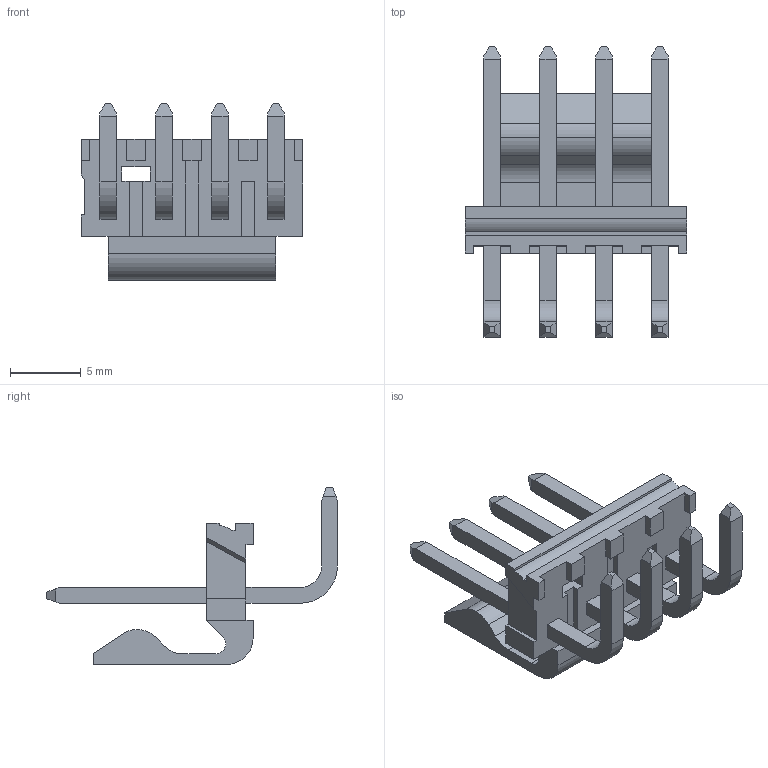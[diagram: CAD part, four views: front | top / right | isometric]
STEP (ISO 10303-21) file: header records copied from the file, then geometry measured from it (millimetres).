
FILE_DESCRIPTION(('STEP AP242'),'1');
FILE_NAME('171814-0004.stp','2020-12-30T08:56:22',('TraceParts'),('TraceParts S.A.'),'Spatial InterOp 3D',' ',' ');
FILE_SCHEMA(('AP242_MANAGED_MODEL_BASED_3D_ENGINEERING_MIM_LF {1 0 10303 442 1 1 4}'));
Length unit declared in the file: millimetre
Products named in the file (1): 171814-0004_1
Bounding box: 15.7 x 20.6 x 12.55 mm (x, y, z)
Volume: 636.3 mm3; surface area: 1146.4 mm2
Topology: 1 solids, 1 shells, 152 faces, 433 edges, 298 vertices
Faces by surface type: plane 138, cylinder 14
Entity records: 4895 total; most frequent: CARTESIAN_POINT 869, ORIENTED_EDGE 850, DIRECTION 777, EDGE_CURVE 425, LINE 397, VECTOR 397, VERTEX_POINT 282, AXIS2_PLACEMENT_3D 190
